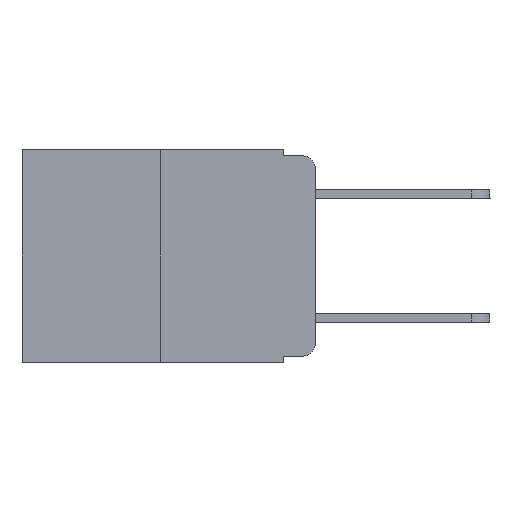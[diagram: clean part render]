
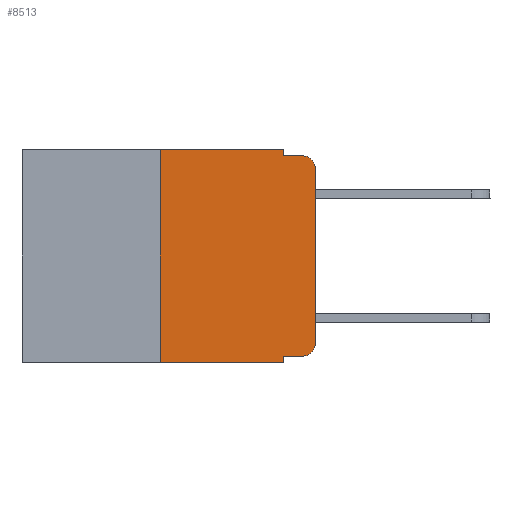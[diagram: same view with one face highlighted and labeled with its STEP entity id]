
A CAD part, left-side view. The second image highlights one B-rep face of the part: STEP entity #8513.
In plain terms, the highlighted planar face has unit normal (-1, 0, 0).
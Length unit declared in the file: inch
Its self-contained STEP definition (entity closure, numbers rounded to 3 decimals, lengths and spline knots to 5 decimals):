
#1 = CARTESIAN_POINT ( 'NONE',  ( 0., 0.051, -0.333 ) ) ;
#340 = VECTOR ( 'NONE', #5672, 39.37008 ) ;
#466 = VERTEX_POINT ( 'NONE', #10816 ) ;
#633 = VERTEX_POINT ( 'NONE', #8312 ) ;
#703 = VECTOR ( 'NONE', #6640, 39.37008 ) ;
#807 = CIRCLE ( 'NONE', #9104, 0.02 ) ;
#816 = PLANE ( 'NONE',  #8344 ) ;
#1027 = EDGE_CURVE ( 'NONE', #4327, #5545, #6156, .T. ) ;
#1041 = LINE ( 'NONE', #5669, #9752 ) ;
#1220 = CARTESIAN_POINT ( 'NONE',  ( 0., 0.02, -0.333 ) ) ;
#1262 = LINE ( 'NONE', #8310, #703 ) ;
#1429 = VECTOR ( 'NONE', #7262, 39.37008 ) ;
#1605 = VERTEX_POINT ( 'NONE', #1701 ) ;
#1676 = DIRECTION ( 'NONE',  ( 0., -1., 0. ) ) ;
#1701 = CARTESIAN_POINT ( 'NONE',  ( 0., 0.02, -0.01 ) ) ;
#1814 = EDGE_CURVE ( 'NONE', #633, #3544, #3204, .T. ) ;
#1848 = VECTOR ( 'NONE', #2697, 39.37008 ) ;
#2138 = CARTESIAN_POINT ( 'NONE',  ( 0., 0.051, -0.343 ) ) ;
#2476 = VECTOR ( 'NONE', #3311, 39.37008 ) ;
#2493 = LINE ( 'NONE', #4344, #7119 ) ;
#2524 = CARTESIAN_POINT ( 'NONE',  ( 0., 0.473, 0. ) ) ;
#2568 = CARTESIAN_POINT ( 'NONE',  ( 0., 0.02, -0.313 ) ) ;
#2697 = DIRECTION ( 'NONE',  ( 0., -1., 0. ) ) ;
#3102 = CARTESIAN_POINT ( 'NONE',  ( 0., 0.473, 0. ) ) ;
#3204 = LINE ( 'NONE', #10925, #4411 ) ;
#3311 = DIRECTION ( 'NONE',  ( 0., -1., 0. ) ) ;
#3321 = EDGE_CURVE ( 'NONE', #10508, #1605, #807, .T. ) ;
#3339 = VERTEX_POINT ( 'NONE', #9317 ) ;
#3544 = VERTEX_POINT ( 'NONE', #2138 ) ;
#3647 = EDGE_CURVE ( 'NONE', #466, #3544, #2493, .T. ) ;
#3839 = EDGE_LOOP ( 'NONE', ( #8751, #6455, #7098, #4228, #3982, #6212, #8044, #10113, #10153, #4266 ) ) ;
#3982 = ORIENTED_EDGE ( 'NONE', *, *, #8269, .F. ) ;
#4228 = ORIENTED_EDGE ( 'NONE', *, *, #10297, .F. ) ;
#4266 = ORIENTED_EDGE ( 'NONE', *, *, #1027, .T. ) ;
#4290 = DIRECTION ( 'NONE',  ( 0., 0., -1. ) ) ;
#4327 = VERTEX_POINT ( 'NONE', #1220 ) ;
#4344 = CARTESIAN_POINT ( 'NONE',  ( 0., 0.051, 0. ) ) ;
#4396 = CARTESIAN_POINT ( 'NONE',  ( 0., 0.051, -0.01 ) ) ;
#4411 = VECTOR ( 'NONE', #1676, 39.37008 ) ;
#4786 = DIRECTION ( 'NONE',  ( 0., 0., 1. ) ) ;
#5080 = CARTESIAN_POINT ( 'NONE',  ( 0., 0., -0.03 ) ) ;
#5367 = CARTESIAN_POINT ( 'NONE',  ( 0., 0.051, 0. ) ) ;
#5433 = VERTEX_POINT ( 'NONE', #5367 ) ;
#5545 = VERTEX_POINT ( 'NONE', #7023 ) ;
#5669 = CARTESIAN_POINT ( 'NONE',  ( 0., 0.25, 0. ) ) ;
#5672 = DIRECTION ( 'NONE',  ( 0., 0., 1. ) ) ;
#5915 = DIRECTION ( 'NONE',  ( 0., 0., -1. ) ) ;
#6156 = CIRCLE ( 'NONE', #8764, 0.02 ) ;
#6212 = ORIENTED_EDGE ( 'NONE', *, *, #7096, .F. ) ;
#6241 = DIRECTION ( 'NONE',  ( 0., 0., -1. ) ) ;
#6455 = ORIENTED_EDGE ( 'NONE', *, *, #3321, .T. ) ;
#6587 = CARTESIAN_POINT ( 'NONE',  ( 0., 0.25, 0. ) ) ;
#6605 = VERTEX_POINT ( 'NONE', #6587 ) ;
#6640 = DIRECTION ( 'NONE',  ( 0., 0., -1. ) ) ;
#6748 = DIRECTION ( 'NONE',  ( -1., 0., 0. ) ) ;
#6881 = EDGE_CURVE ( 'NONE', #3339, #1605, #10005, .T. ) ;
#6942 = LINE ( 'NONE', #9068, #340 ) ;
#7023 = CARTESIAN_POINT ( 'NONE',  ( 0., 0., -0.313 ) ) ;
#7077 = LINE ( 'NONE', #3102, #1429 ) ;
#7096 = EDGE_CURVE ( 'NONE', #633, #6605, #1041, .T. ) ;
#7098 = ORIENTED_EDGE ( 'NONE', *, *, #6881, .F. ) ;
#7119 = VECTOR ( 'NONE', #6241, 39.37008 ) ;
#7262 = DIRECTION ( 'NONE',  ( 0., -1., 0. ) ) ;
#7559 = CARTESIAN_POINT ( 'NONE',  ( 0., 0.02, -0.03 ) ) ;
#8044 = ORIENTED_EDGE ( 'NONE', *, *, #1814, .T. ) ;
#8269 = EDGE_CURVE ( 'NONE', #6605, #5433, #7077, .T. ) ;
#8310 = CARTESIAN_POINT ( 'NONE',  ( 0., 0.051, 0. ) ) ;
#8312 = CARTESIAN_POINT ( 'NONE',  ( 0., 0.25, -0.343 ) ) ;
#8344 = AXIS2_PLACEMENT_3D ( 'NONE', #2524, #8400, #4290 ) ;
#8400 = DIRECTION ( 'NONE',  ( 1., 0., 0. ) ) ;
#8407 = DIRECTION ( 'NONE',  ( -1., 0., 0. ) ) ;
#8495 = EDGE_CURVE ( 'NONE', #466, #4327, #9335, .T. ) ;
#8513 = ADVANCED_FACE ( 'NONE', ( #10392 ), #816, .F. ) ;
#8751 = ORIENTED_EDGE ( 'NONE', *, *, #8882, .T. ) ;
#8764 = AXIS2_PLACEMENT_3D ( 'NONE', #2568, #6748, #10165 ) ;
#8882 = EDGE_CURVE ( 'NONE', #5545, #10508, #6942, .T. ) ;
#9068 = CARTESIAN_POINT ( 'NONE',  ( 0., 0., 0. ) ) ;
#9104 = AXIS2_PLACEMENT_3D ( 'NONE', #7559, #8407, #5915 ) ;
#9317 = CARTESIAN_POINT ( 'NONE',  ( 0., 0.051, -0.01 ) ) ;
#9335 = LINE ( 'NONE', #1, #2476 ) ;
#9752 = VECTOR ( 'NONE', #4786, 39.37008 ) ;
#10005 = LINE ( 'NONE', #4396, #1848 ) ;
#10113 = ORIENTED_EDGE ( 'NONE', *, *, #3647, .F. ) ;
#10153 = ORIENTED_EDGE ( 'NONE', *, *, #8495, .T. ) ;
#10165 = DIRECTION ( 'NONE',  ( 0., 0., -1. ) ) ;
#10297 = EDGE_CURVE ( 'NONE', #5433, #3339, #1262, .T. ) ;
#10392 = FACE_OUTER_BOUND ( 'NONE', #3839, .T. ) ;
#10508 = VERTEX_POINT ( 'NONE', #5080 ) ;
#10816 = CARTESIAN_POINT ( 'NONE',  ( 0., 0.051, -0.333 ) ) ;
#10925 = CARTESIAN_POINT ( 'NONE',  ( 0., 0.473, -0.343 ) ) ;
